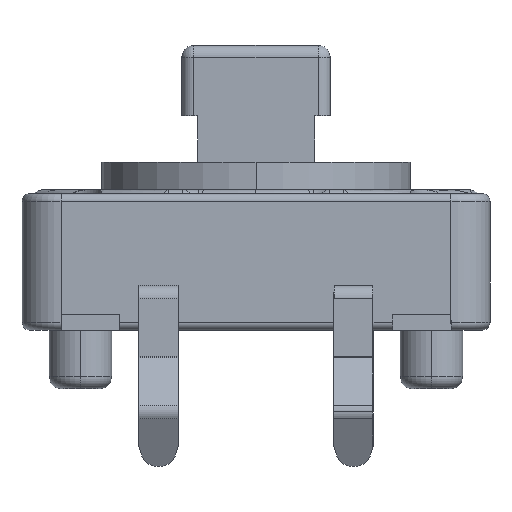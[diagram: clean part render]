
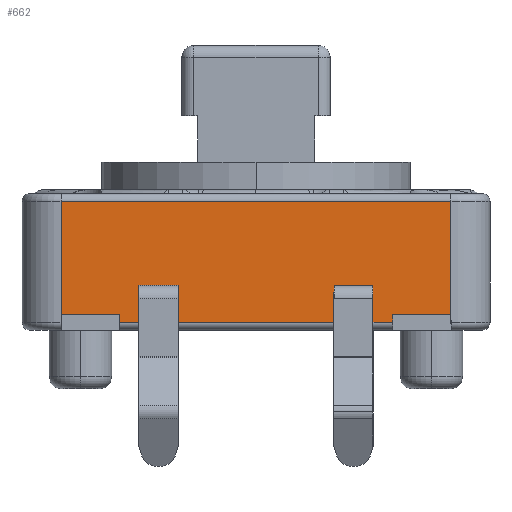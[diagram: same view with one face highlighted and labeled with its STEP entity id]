
A CAD part, left-side view. The second image highlights one B-rep face of the part: STEP entity #662.
In plain terms, the highlighted planar face has unit normal (-1, 0, 0).
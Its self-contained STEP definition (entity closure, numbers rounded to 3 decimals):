
#12 = DIRECTION ( 'NONE',  ( 0., 0., -1. ) ) ;
#77 = CARTESIAN_POINT ( 'NONE',  ( -6., -3.5, 0.4 ) ) ;
#270 = VECTOR ( 'NONE', #8901, 1000. ) ;
#328 = VECTOR ( 'NONE', #3796, 1000. ) ;
#476 = PLANE ( 'NONE',  #3771 ) ;
#498 = EDGE_CURVE ( 'NONE', #3746, #5739, #3561, .T. ) ;
#509 = EDGE_CURVE ( 'NONE', #3837, #3554, #4966, .T. ) ;
#636 = VERTEX_POINT ( 'NONE', #6042 ) ;
#662 = ADVANCED_FACE ( 'NONE', ( #7694 ), #476, .F. ) ;
#663 = EDGE_CURVE ( 'NONE', #5739, #4304, #5660, .T. ) ;
#664 = LINE ( 'NONE', #6164, #6716 ) ;
#670 = EDGE_CURVE ( 'NONE', #1525, #6802, #884, .T. ) ;
#739 = LINE ( 'NONE', #5578, #270 ) ;
#765 = CARTESIAN_POINT ( 'NONE',  ( -6., 5., 0.4 ) ) ;
#792 = LINE ( 'NONE', #4034, #1662 ) ;
#794 = CARTESIAN_POINT ( 'NONE',  ( -6., -3.5, 0.4 ) ) ;
#884 = LINE ( 'NONE', #4686, #5096 ) ;
#1032 = ORIENTED_EDGE ( 'NONE', *, *, #670, .T. ) ;
#1109 = LINE ( 'NONE', #1952, #9024 ) ;
#1292 = CARTESIAN_POINT ( 'NONE',  ( -6., -3.5, 0.2 ) ) ;
#1480 = EDGE_CURVE ( 'NONE', #9260, #6703, #4571, .T. ) ;
#1494 = ORIENTED_EDGE ( 'NONE', *, *, #5765, .F. ) ;
#1525 = VERTEX_POINT ( 'NONE', #765 ) ;
#1650 = VECTOR ( 'NONE', #9925, 1000. ) ;
#1662 = VECTOR ( 'NONE', #3284, 1000. ) ;
#1671 = EDGE_CURVE ( 'NONE', #3835, #1739, #9146, .T. ) ;
#1739 = VERTEX_POINT ( 'NONE', #6949 ) ;
#1751 = CARTESIAN_POINT ( 'NONE',  ( -6., 0., 0.2 ) ) ;
#1816 = EDGE_CURVE ( 'NONE', #1739, #3746, #792, .T. ) ;
#1866 = VECTOR ( 'NONE', #4087, 1000. ) ;
#1952 = CARTESIAN_POINT ( 'NONE',  ( -6., -2., 3.5 ) ) ;
#2019 = ORIENTED_EDGE ( 'NONE', *, *, #663, .F. ) ;
#2115 = VECTOR ( 'NONE', #6334, 1000. ) ;
#2242 = ORIENTED_EDGE ( 'NONE', *, *, #8563, .F. ) ;
#2261 = CARTESIAN_POINT ( 'NONE',  ( -6., 0., 3.3 ) ) ;
#2573 = ORIENTED_EDGE ( 'NONE', *, *, #10240, .F. ) ;
#2617 = CARTESIAN_POINT ( 'NONE',  ( -6., 2., 3.5 ) ) ;
#2772 = CARTESIAN_POINT ( 'NONE',  ( -6., 3.5, 0.4 ) ) ;
#2993 = ORIENTED_EDGE ( 'NONE', *, *, #8749, .F. ) ;
#3022 = VERTEX_POINT ( 'NONE', #9988 ) ;
#3177 = CARTESIAN_POINT ( 'NONE',  ( -6., -3., 3.5 ) ) ;
#3205 = VECTOR ( 'NONE', #6732, 1000. ) ;
#3284 = DIRECTION ( 'NONE',  ( 0., 1., 0. ) ) ;
#3315 = CARTESIAN_POINT ( 'NONE',  ( -6., 0., 3.5 ) ) ;
#3554 = VERTEX_POINT ( 'NONE', #9975 ) ;
#3561 = LINE ( 'NONE', #5015, #4063 ) ;
#3640 = ORIENTED_EDGE ( 'NONE', *, *, #1671, .F. ) ;
#3746 = VERTEX_POINT ( 'NONE', #6791 ) ;
#3771 = AXIS2_PLACEMENT_3D ( 'NONE', #3315, #5708, #9713 ) ;
#3796 = DIRECTION ( 'NONE',  ( 0., 1., 0. ) ) ;
#3835 = VERTEX_POINT ( 'NONE', #5417 ) ;
#3837 = VERTEX_POINT ( 'NONE', #1292 ) ;
#3864 = CARTESIAN_POINT ( 'NONE',  ( -6., 0., 0.2 ) ) ;
#3899 = EDGE_CURVE ( 'NONE', #1525, #9758, #739, .T. ) ;
#4015 = DIRECTION ( 'NONE',  ( 0., 0., 1. ) ) ;
#4034 = CARTESIAN_POINT ( 'NONE',  ( -6., 0., 1.146 ) ) ;
#4039 = CARTESIAN_POINT ( 'NONE',  ( -6., -5., 3.3 ) ) ;
#4063 = VECTOR ( 'NONE', #9010, 1000. ) ;
#4087 = DIRECTION ( 'NONE',  ( 0., 0., 1. ) ) ;
#4124 = CARTESIAN_POINT ( 'NONE',  ( -6., -5., 3.5 ) ) ;
#4207 = CARTESIAN_POINT ( 'NONE',  ( -6., 5., 3.3 ) ) ;
#4231 = VECTOR ( 'NONE', #12, 1000. ) ;
#4304 = VERTEX_POINT ( 'NONE', #8245 ) ;
#4444 = LINE ( 'NONE', #9948, #8672 ) ;
#4464 = VERTEX_POINT ( 'NONE', #8416 ) ;
#4528 = VECTOR ( 'NONE', #7050, 1000. ) ;
#4571 = LINE ( 'NONE', #7730, #328 ) ;
#4686 = CARTESIAN_POINT ( 'NONE',  ( -6., 5., 0.4 ) ) ;
#4897 = DIRECTION ( 'NONE',  ( 0., 0., -1. ) ) ;
#4966 = LINE ( 'NONE', #1751, #3205 ) ;
#5013 = EDGE_CURVE ( 'NONE', #4464, #3022, #4444, .T. ) ;
#5015 = CARTESIAN_POINT ( 'NONE',  ( -6., 3., 3.5 ) ) ;
#5096 = VECTOR ( 'NONE', #7848, 1000. ) ;
#5289 = CARTESIAN_POINT ( 'NONE',  ( -6., 3., 0.2 ) ) ;
#5417 = CARTESIAN_POINT ( 'NONE',  ( -6., 2., 0.2 ) ) ;
#5566 = LINE ( 'NONE', #2261, #2115 ) ;
#5578 = CARTESIAN_POINT ( 'NONE',  ( -6., 5., 3.5 ) ) ;
#5660 = LINE ( 'NONE', #3864, #9578 ) ;
#5708 = DIRECTION ( 'NONE',  ( 1., 0., 0. ) ) ;
#5739 = VERTEX_POINT ( 'NONE', #5289 ) ;
#5765 = EDGE_CURVE ( 'NONE', #636, #3835, #6061, .T. ) ;
#5766 = LINE ( 'NONE', #4124, #8316 ) ;
#6042 = CARTESIAN_POINT ( 'NONE',  ( -6., -2., 0.2 ) ) ;
#6061 = LINE ( 'NONE', #6156, #4528 ) ;
#6093 = ORIENTED_EDGE ( 'NONE', *, *, #3899, .F. ) ;
#6156 = CARTESIAN_POINT ( 'NONE',  ( -6., 0., 0.2 ) ) ;
#6164 = CARTESIAN_POINT ( 'NONE',  ( -6., 3.5, 3.5 ) ) ;
#6290 = ORIENTED_EDGE ( 'NONE', *, *, #9336, .F. ) ;
#6334 = DIRECTION ( 'NONE',  ( 0., -1., 0. ) ) ;
#6686 = ORIENTED_EDGE ( 'NONE', *, *, #509, .F. ) ;
#6703 = VERTEX_POINT ( 'NONE', #77 ) ;
#6716 = VECTOR ( 'NONE', #4015, 1000. ) ;
#6732 = DIRECTION ( 'NONE',  ( 0., 1., 0. ) ) ;
#6791 = CARTESIAN_POINT ( 'NONE',  ( -6., 3., 1.146 ) ) ;
#6802 = VERTEX_POINT ( 'NONE', #2772 ) ;
#6920 = EDGE_LOOP ( 'NONE', ( #6290, #6093, #1032, #2242, #2019, #7447, #9443, #3640, #1494, #8735, #9589, #2993, #6686, #7684, #9090, #2573 ) ) ;
#6949 = CARTESIAN_POINT ( 'NONE',  ( -6., 2., 1.146 ) ) ;
#7050 = DIRECTION ( 'NONE',  ( 0., 1., 0. ) ) ;
#7083 = DIRECTION ( 'NONE',  ( 0., 1., 0. ) ) ;
#7090 = LINE ( 'NONE', #794, #4231 ) ;
#7145 = LINE ( 'NONE', #3177, #1866 ) ;
#7447 = ORIENTED_EDGE ( 'NONE', *, *, #498, .F. ) ;
#7476 = EDGE_CURVE ( 'NONE', #3022, #636, #1109, .T. ) ;
#7537 = DIRECTION ( 'NONE',  ( 0., 0., -1. ) ) ;
#7593 = CARTESIAN_POINT ( 'NONE',  ( -6., -5., 0.4 ) ) ;
#7684 = ORIENTED_EDGE ( 'NONE', *, *, #7780, .F. ) ;
#7689 = DIRECTION ( 'NONE',  ( 0., 1., 0. ) ) ;
#7694 = FACE_OUTER_BOUND ( 'NONE', #6920, .T. ) ;
#7730 = CARTESIAN_POINT ( 'NONE',  ( -6., 0., 0.4 ) ) ;
#7780 = EDGE_CURVE ( 'NONE', #6703, #3837, #7090, .T. ) ;
#7848 = DIRECTION ( 'NONE',  ( 0., -1., 0. ) ) ;
#8245 = CARTESIAN_POINT ( 'NONE',  ( -6., 3.5, 0.2 ) ) ;
#8316 = VECTOR ( 'NONE', #4897, 1000. ) ;
#8416 = CARTESIAN_POINT ( 'NONE',  ( -6., -3., 1.146 ) ) ;
#8563 = EDGE_CURVE ( 'NONE', #4304, #6802, #664, .T. ) ;
#8672 = VECTOR ( 'NONE', #7689, 1000. ) ;
#8735 = ORIENTED_EDGE ( 'NONE', *, *, #7476, .F. ) ;
#8749 = EDGE_CURVE ( 'NONE', #3554, #4464, #7145, .T. ) ;
#8794 = VERTEX_POINT ( 'NONE', #4039 ) ;
#8901 = DIRECTION ( 'NONE',  ( 0., 0., 1. ) ) ;
#9010 = DIRECTION ( 'NONE',  ( 0., 0., -1. ) ) ;
#9024 = VECTOR ( 'NONE', #7537, 1000. ) ;
#9090 = ORIENTED_EDGE ( 'NONE', *, *, #1480, .F. ) ;
#9146 = LINE ( 'NONE', #2617, #1650 ) ;
#9260 = VERTEX_POINT ( 'NONE', #7593 ) ;
#9336 = EDGE_CURVE ( 'NONE', #9758, #8794, #5566, .T. ) ;
#9443 = ORIENTED_EDGE ( 'NONE', *, *, #1816, .F. ) ;
#9578 = VECTOR ( 'NONE', #7083, 1000. ) ;
#9589 = ORIENTED_EDGE ( 'NONE', *, *, #5013, .F. ) ;
#9713 = DIRECTION ( 'NONE',  ( 0., 0., -1. ) ) ;
#9758 = VERTEX_POINT ( 'NONE', #4207 ) ;
#9925 = DIRECTION ( 'NONE',  ( 0., 0., 1. ) ) ;
#9948 = CARTESIAN_POINT ( 'NONE',  ( -6., 0., 1.146 ) ) ;
#9975 = CARTESIAN_POINT ( 'NONE',  ( -6., -3., 0.2 ) ) ;
#9988 = CARTESIAN_POINT ( 'NONE',  ( -6., -2., 1.146 ) ) ;
#10240 = EDGE_CURVE ( 'NONE', #8794, #9260, #5766, .T. ) ;
